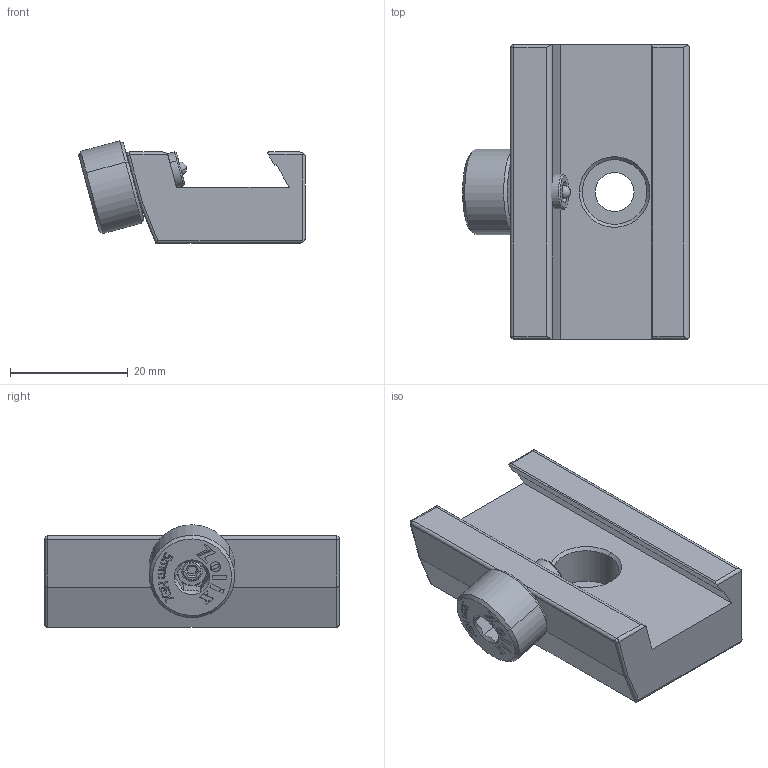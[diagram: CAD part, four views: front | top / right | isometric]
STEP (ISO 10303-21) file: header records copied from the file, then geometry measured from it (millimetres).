
FILE_DESCRIPTION (( 'STEP AP203' ), '1' );
FILE_NAME ('CSCA-50A.STEP', '2025-09-12T05:36:09', ( '' ), ( '' ), 'SwSTEP 2.0', 'SolidWorks 2020', '' );
FILE_SCHEMA (( 'CONFIG_CONTROL_DESIGN' ));
Length unit declared in the file: millimetre
Products named in the file (1): CSCA-50A
Bounding box: 38.52 x 50 x 17.39 mm (x, y, z)
Volume: 16771.7 mm3; surface area: 7344.4 mm2
Topology: 5 solids, 5 shells, 722 faces, 1954 edges, 1283 vertices
Faces by surface type: plane 481, bspline 139, cylinder 68, cone 28, sphere 4, torus 2
Entity records: 29822 total; most frequent: CARTESIAN_POINT 12677, ORIENTED_EDGE 3890, DIRECTION 2870, EDGE_CURVE 1945, LINE 1492, VECTOR 1492, VERTEX_POINT 1282, EDGE_LOOP 777
